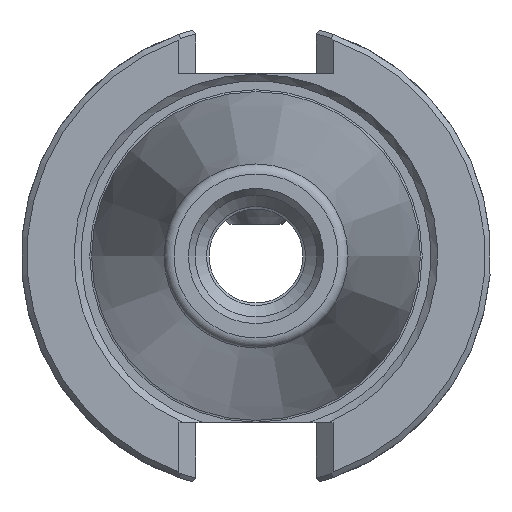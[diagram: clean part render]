
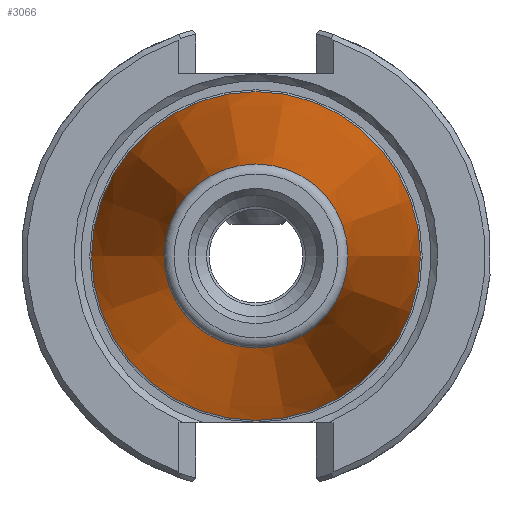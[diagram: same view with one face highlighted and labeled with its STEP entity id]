
A CAD part, left-side view. The second image highlights one B-rep face of the part: STEP entity #3066.
In plain terms, the highlighted conical face has half-angle 8.297 degrees and reference radius 17.248 mm.
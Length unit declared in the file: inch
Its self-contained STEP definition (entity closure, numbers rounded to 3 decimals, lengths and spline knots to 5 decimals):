
#2920=CARTESIAN_POINT('',(0.0,0.875,0.0));
#2921=VERTEX_POINT('',#2920);
#2922=CARTESIAN_POINT('',(0.0,0.0,0.0));
#2923=DIRECTION('',(1.0,0.,0.0));
#2924=DIRECTION('',(0.,1.0,0.0));
#2925=AXIS2_PLACEMENT_3D('',#2922,#2923,#2924);
#2926=CIRCLE('',#2925,0.875);
#2927=EDGE_CURVE('',#2921,#2921,#2926,.T.);
#3031=CARTESIAN_POINT('',(-2.64129,0.48982,0.));
#3032=VERTEX_POINT('',#3031);
#3033=CARTESIAN_POINT('',(-2.64129,0.,0.));
#3034=DIRECTION('',(-1.0,0.0,0.0));
#3035=DIRECTION('',(0.0,-1.0,0.0));
#3036=AXIS2_PLACEMENT_3D('',#3033,#3034,#3035);
#3037=CIRCLE('',#3036,0.48982);
#3038=EDGE_CURVE('',#3032,#3032,#3037,.T.);
#3055=CARTESIAN_POINT('',(-1.34375,0.0,0.0));
#3056=DIRECTION('',(1.0,0.0,0.0));
#3057=DIRECTION('',(0.,1.0,0.0));
#3058=AXIS2_PLACEMENT_3D('',#3055,#3056,#3057);
#3059=CONICAL_SURFACE('',#3058,0.67904,8.297);
#3060=ORIENTED_EDGE('',*,*,#2927,.F.);
#3061=EDGE_LOOP('',(#3060));
#3062=FACE_OUTER_BOUND('',#3061,.T.);
#3063=ORIENTED_EDGE('',*,*,#3038,.F.);
#3064=EDGE_LOOP('',(#3063));
#3065=FACE_BOUND('',#3064,.T.);
#3066=ADVANCED_FACE('',(#3062,#3065),#3059,.T.);
